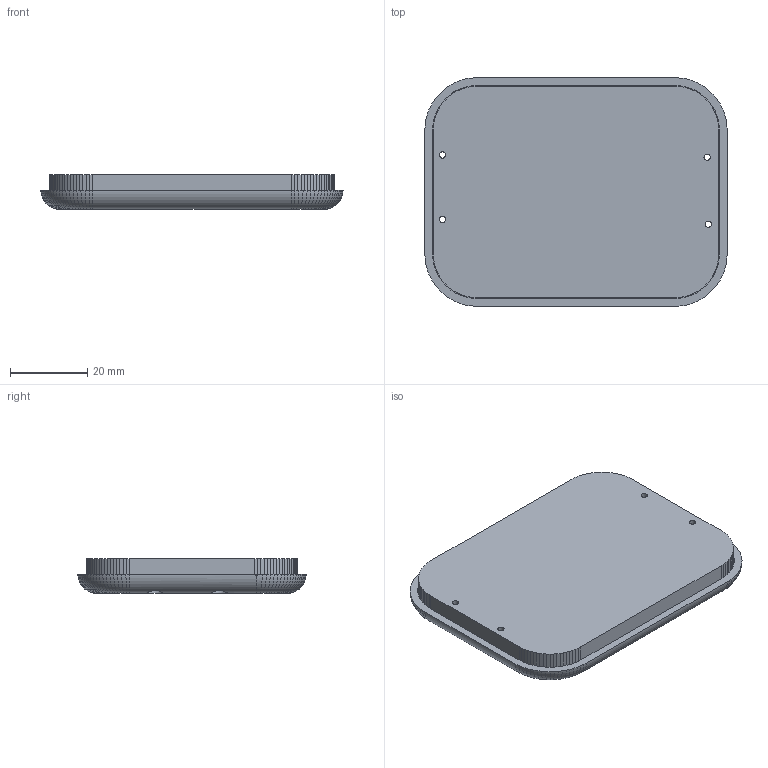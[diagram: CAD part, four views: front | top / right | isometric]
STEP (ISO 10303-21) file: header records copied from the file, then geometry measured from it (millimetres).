
FILE_DESCRIPTION(/* description */ (''),/* implementation_level */ '2;1');
FILE_NAME(/* name */ '底壳.step',/* time_stamp */ '2021-10-15T11:20:11+08:00',/* author */ (''),/* organization */ (''),/* preprocessor_version */ 'ST-DEVELOPER v18.1',/* originating_system */ 'Autodesk Translation Framework v10.9.0.1377',/* authorisation */ '');
FILE_SCHEMA (('AUTOMOTIVE_DESIGN { 1 0 10303 214 3 1 1 }'));
Length unit declared in the file: millimetre
Products named in the file (1): 底壳
Bounding box: 78.15 x 59.1 x 9 mm (x, y, z)
Volume: 35734.7 mm3; surface area: 11382.4 mm2
Topology: 1 solids, 1 shells, 276 faces, 804 edges, 536 vertices
Faces by surface type: plane 181, cylinder 95
Full cylindrical faces by diameter (mm): 1.623 x4, 4.3 x4, 10.5 x4
Entity records: 9169 total; most frequent: CARTESIAN_POINT 1703, ORIENTED_EDGE 1608, DIRECTION 1463, EDGE_CURVE 804, LINE 687, VECTOR 687, VERTEX_POINT 536, AXIS2_PLACEMENT_3D 388
